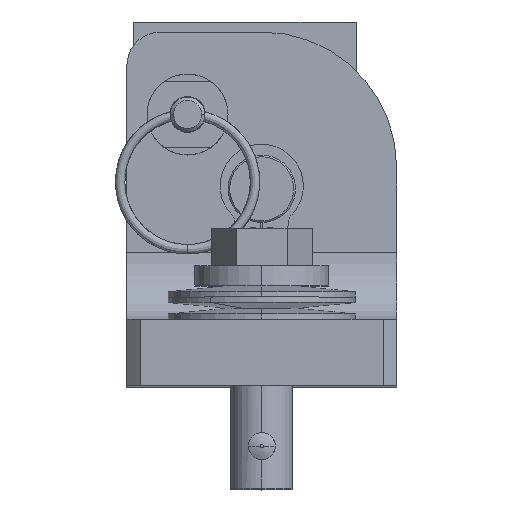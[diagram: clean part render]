
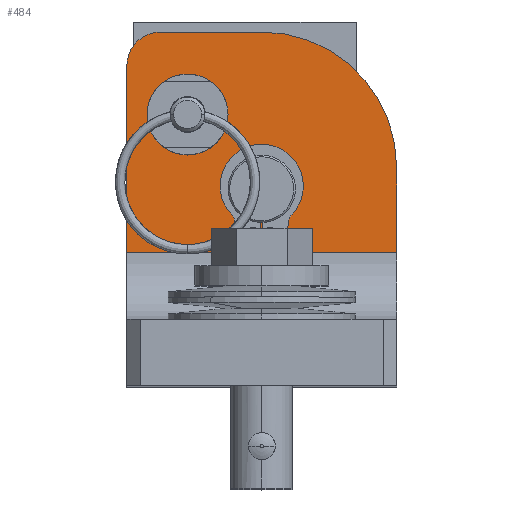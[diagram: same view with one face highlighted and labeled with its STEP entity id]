
A CAD part, top view. The second image highlights one B-rep face of the part: STEP entity #484.
In plain terms, the highlighted planar face has unit normal (0, 0, 1).
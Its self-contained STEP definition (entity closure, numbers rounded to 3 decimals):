
#345 = EDGE_LOOP ( 'NONE', ( #11093, #4326 ) ) ;
#457 = ORIENTED_EDGE ( 'NONE', *, *, #1717, .T. ) ;
#484 = ADVANCED_FACE ( 'NONE', ( #4843, #13491, #12776 ), #8612, .F. ) ;
#610 = CIRCLE ( 'NONE', #4239, 4.5 ) ;
#640 = ORIENTED_EDGE ( 'NONE', *, *, #4848, .T. ) ;
#693 = VERTEX_POINT ( 'NONE', #3142 ) ;
#724 = ORIENTED_EDGE ( 'NONE', *, *, #7915, .T. ) ;
#819 = VECTOR ( 'NONE', #5366, 1000. ) ;
#904 = DIRECTION ( 'NONE',  ( 0., 1., 0. ) ) ;
#1072 = VECTOR ( 'NONE', #10890, 1000. ) ;
#1075 = CIRCLE ( 'NONE', #4705, 4.5 ) ;
#1280 = VECTOR ( 'NONE', #11854, 1000. ) ;
#1493 = VERTEX_POINT ( 'NONE', #10478 ) ;
#1704 = CARTESIAN_POINT ( 'NONE',  ( 0., -5.5, 24.5 ) ) ;
#1717 = EDGE_CURVE ( 'NONE', #1493, #2013, #4929, .T. ) ;
#1765 = CARTESIAN_POINT ( 'NONE',  ( -5.015, -5.5, 24.5 ) ) ;
#1895 = VERTEX_POINT ( 'NONE', #4006 ) ;
#1925 = DIRECTION ( 'NONE',  ( 1., 0., 0. ) ) ;
#1949 = AXIS2_PLACEMENT_3D ( 'NONE', #11265, #11192, #5737 ) ;
#2013 = VERTEX_POINT ( 'NONE', #6472 ) ;
#2404 = CIRCLE ( 'NONE', #6903, 20. ) ;
#2502 = ORIENTED_EDGE ( 'NONE', *, *, #4177, .F. ) ;
#2824 = DIRECTION ( 'NONE',  ( 0., 0., 1. ) ) ;
#2826 = EDGE_CURVE ( 'NONE', #2013, #10292, #10193, .T. ) ;
#2931 = DIRECTION ( 'NONE',  ( 0., 1., 0. ) ) ;
#3142 = CARTESIAN_POINT ( 'NONE',  ( 20., -14.95, 24.5 ) ) ;
#3178 = DIRECTION ( 'NONE',  ( 0., 0., 1. ) ) ;
#3687 = CARTESIAN_POINT ( 'NONE',  ( -15., 12.75, 24.5 ) ) ;
#3716 = DIRECTION ( 'NONE',  ( -1., 0., 0. ) ) ;
#4006 = CARTESIAN_POINT ( 'NONE',  ( -15.5, 5.5, 24.5 ) ) ;
#4138 = CARTESIAN_POINT ( 'NONE',  ( 0., -2.25, 24.5 ) ) ;
#4177 = EDGE_CURVE ( 'NONE', #8611, #10399, #10783, .T. ) ;
#4239 = AXIS2_PLACEMENT_3D ( 'NONE', #12712, #7241, #1925 ) ;
#4278 = DIRECTION ( 'NONE',  ( 0., 1., 0. ) ) ;
#4326 = ORIENTED_EDGE ( 'NONE', *, *, #10105, .F. ) ;
#4410 = ORIENTED_EDGE ( 'NONE', *, *, #9080, .T. ) ;
#4705 = AXIS2_PLACEMENT_3D ( 'NONE', #7009, #2824, #11482 ) ;
#4843 = FACE_BOUND ( 'NONE', #345, .T. ) ;
#4848 = EDGE_CURVE ( 'NONE', #9021, #693, #10719, .T. ) ;
#4929 = LINE ( 'NONE', #7921, #6796 ) ;
#5197 = DIRECTION ( 'NONE',  ( 0., 0., 1. ) ) ;
#5366 = DIRECTION ( 'NONE',  ( 0., -1., 0. ) ) ;
#5737 = DIRECTION ( 'NONE',  ( 1., 0., 0. ) ) ;
#5952 = EDGE_CURVE ( 'NONE', #13569, #1895, #1075, .T. ) ;
#6033 = DIRECTION ( 'NONE',  ( 0., 0., 1. ) ) ;
#6228 = ORIENTED_EDGE ( 'NONE', *, *, #2826, .T. ) ;
#6340 = CARTESIAN_POINT ( 'NONE',  ( -6.5, 5.5, 24.5 ) ) ;
#6472 = CARTESIAN_POINT ( 'NONE',  ( -15., 17.75, 24.5 ) ) ;
#6796 = VECTOR ( 'NONE', #3716, 1000. ) ;
#6903 = AXIS2_PLACEMENT_3D ( 'NONE', #4138, #5197, #4278 ) ;
#7005 = AXIS2_PLACEMENT_3D ( 'NONE', #3687, #3178, #904 ) ;
#7009 = CARTESIAN_POINT ( 'NONE',  ( -11., 5.5, 24.5 ) ) ;
#7167 = DIRECTION ( 'NONE',  ( 0., 0., -1. ) ) ;
#7241 = DIRECTION ( 'NONE',  ( 0., 0., 1. ) ) ;
#7308 = CARTESIAN_POINT ( 'NONE',  ( 20., -14.95, 24.5 ) ) ;
#7915 = EDGE_CURVE ( 'NONE', #9427, #1493, #2404, .T. ) ;
#7921 = CARTESIAN_POINT ( 'NONE',  ( 20., 17.75, 24.5 ) ) ;
#8414 = EDGE_CURVE ( 'NONE', #10399, #8611, #12135, .T. ) ;
#8484 = LINE ( 'NONE', #13790, #1072 ) ;
#8611 = VERTEX_POINT ( 'NONE', #13386 ) ;
#8612 = PLANE ( 'NONE',  #12285 ) ;
#8628 = ORIENTED_EDGE ( 'NONE', *, *, #11165, .F. ) ;
#8823 = CARTESIAN_POINT ( 'NONE',  ( -20., 12.75, 24.5 ) ) ;
#9021 = VERTEX_POINT ( 'NONE', #13022 ) ;
#9080 = EDGE_CURVE ( 'NONE', #10292, #9021, #12892, .T. ) ;
#9427 = VERTEX_POINT ( 'NONE', #11733 ) ;
#9582 = CARTESIAN_POINT ( 'NONE',  ( 20., 18.25, 24.5 ) ) ;
#9687 = EDGE_LOOP ( 'NONE', ( #2502, #12599 ) ) ;
#10105 = EDGE_CURVE ( 'NONE', #1895, #13569, #610, .T. ) ;
#10193 = CIRCLE ( 'NONE', #7005, 5. ) ;
#10292 = VERTEX_POINT ( 'NONE', #8823 ) ;
#10359 = DIRECTION ( 'NONE',  ( 1., 0., 0. ) ) ;
#10399 = VERTEX_POINT ( 'NONE', #1765 ) ;
#10478 = CARTESIAN_POINT ( 'NONE',  ( 0., 17.75, 24.5 ) ) ;
#10719 = LINE ( 'NONE', #7308, #1280 ) ;
#10783 = CIRCLE ( 'NONE', #1949, 5.015 ) ;
#10890 = DIRECTION ( 'NONE',  ( 0., -1., 0. ) ) ;
#11093 = ORIENTED_EDGE ( 'NONE', *, *, #5952, .F. ) ;
#11165 = EDGE_CURVE ( 'NONE', #9427, #693, #8484, .T. ) ;
#11192 = DIRECTION ( 'NONE',  ( 0., 0., 1. ) ) ;
#11265 = CARTESIAN_POINT ( 'NONE',  ( 0., -5.5, 24.5 ) ) ;
#11482 = DIRECTION ( 'NONE',  ( 1., 0., 0. ) ) ;
#11733 = CARTESIAN_POINT ( 'NONE',  ( 20., -2.25, 24.5 ) ) ;
#11854 = DIRECTION ( 'NONE',  ( 1., 0., 0. ) ) ;
#11892 = CARTESIAN_POINT ( 'NONE',  ( -20., 18.25, 24.5 ) ) ;
#12116 = EDGE_LOOP ( 'NONE', ( #8628, #724, #457, #6228, #4410, #640 ) ) ;
#12135 = CIRCLE ( 'NONE', #12588, 5.015 ) ;
#12285 = AXIS2_PLACEMENT_3D ( 'NONE', #9582, #7167, #2931 ) ;
#12588 = AXIS2_PLACEMENT_3D ( 'NONE', #1704, #6033, #10359 ) ;
#12599 = ORIENTED_EDGE ( 'NONE', *, *, #8414, .F. ) ;
#12712 = CARTESIAN_POINT ( 'NONE',  ( -11., 5.5, 24.5 ) ) ;
#12776 = FACE_OUTER_BOUND ( 'NONE', #12116, .T. ) ;
#12892 = LINE ( 'NONE', #11892, #819 ) ;
#13022 = CARTESIAN_POINT ( 'NONE',  ( -20., -14.95, 24.5 ) ) ;
#13386 = CARTESIAN_POINT ( 'NONE',  ( 5.015, -5.5, 24.5 ) ) ;
#13491 = FACE_BOUND ( 'NONE', #9687, .T. ) ;
#13569 = VERTEX_POINT ( 'NONE', #6340 ) ;
#13790 = CARTESIAN_POINT ( 'NONE',  ( 20., 18.25, 24.5 ) ) ;
